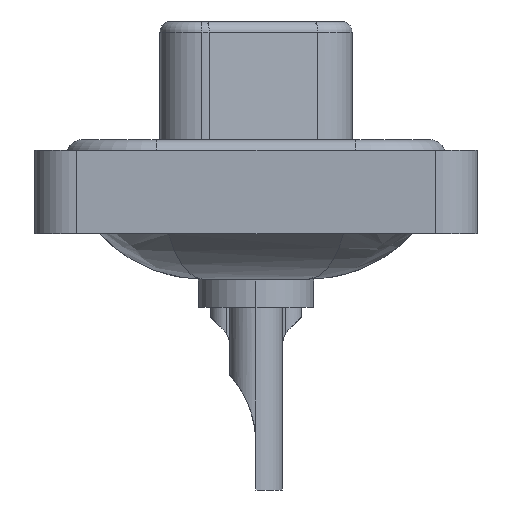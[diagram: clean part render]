
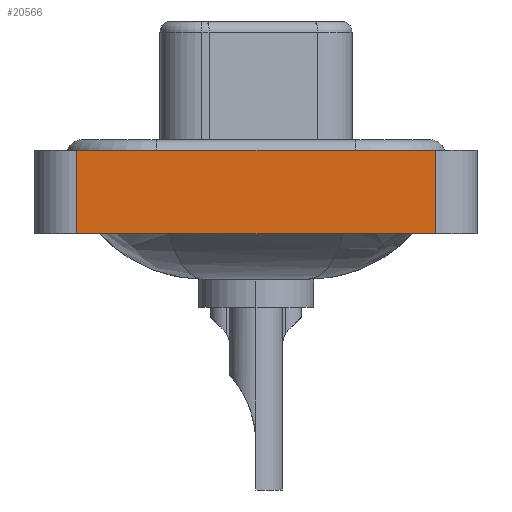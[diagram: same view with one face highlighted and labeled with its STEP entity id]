
A CAD part, left-side view. The second image highlights one B-rep face of the part: STEP entity #20566.
In plain terms, the highlighted planar face has unit normal (-1, 0, 0).
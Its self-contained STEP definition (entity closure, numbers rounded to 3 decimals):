
#772 = VECTOR ( 'NONE', #2602, 1000. ) ;
#2602 = DIRECTION ( 'NONE',  ( 0., 0., 1. ) ) ;
#2842 = PLANE ( 'NONE',  #20623 ) ;
#2959 = ORIENTED_EDGE ( 'NONE', *, *, #4540, .F. ) ;
#3030 = EDGE_LOOP ( 'NONE', ( #13133, #18777, #2959, #13579 ) ) ;
#3545 = LINE ( 'NONE', #10389, #13459 ) ;
#3767 = EDGE_CURVE ( 'NONE', #18750, #12648, #3545, .T. ) ;
#3856 = CARTESIAN_POINT ( 'NONE',  ( -7.35, -8.55, -3.6 ) ) ;
#4219 = EDGE_CURVE ( 'NONE', #11323, #12648, #5230, .T. ) ;
#4540 = EDGE_CURVE ( 'NONE', #19497, #11323, #20323, .T. ) ;
#4997 = DIRECTION ( 'NONE',  ( 0., -1., 0. ) ) ;
#5230 = LINE ( 'NONE', #22265, #14647 ) ;
#5493 = EDGE_CURVE ( 'NONE', #19497, #18750, #16913, .T. ) ;
#7728 = CARTESIAN_POINT ( 'NONE',  ( -7.35, -8.55, -3.6 ) ) ;
#7976 = FACE_OUTER_BOUND ( 'NONE', #3030, .T. ) ;
#9055 = CARTESIAN_POINT ( 'NONE',  ( -7.35, 8.55, -3.6 ) ) ;
#9155 = DIRECTION ( 'NONE',  ( -1., 0., 0. ) ) ;
#10389 = CARTESIAN_POINT ( 'NONE',  ( -7.35, -8.55, -3.6 ) ) ;
#10830 = CARTESIAN_POINT ( 'NONE',  ( -7.35, -8.55, 0.4 ) ) ;
#11323 = VERTEX_POINT ( 'NONE', #16890 ) ;
#12648 = VERTEX_POINT ( 'NONE', #10830 ) ;
#13068 = DIRECTION ( 'NONE',  ( 0., 0., 1. ) ) ;
#13133 = ORIENTED_EDGE ( 'NONE', *, *, #3767, .T. ) ;
#13459 = VECTOR ( 'NONE', #17295, 1000. ) ;
#13579 = ORIENTED_EDGE ( 'NONE', *, *, #5493, .T. ) ;
#14647 = VECTOR ( 'NONE', #4997, 1000. ) ;
#14649 = DIRECTION ( 'NONE',  ( 0., -1., 0. ) ) ;
#16604 = CARTESIAN_POINT ( 'NONE',  ( -7.35, -8.55, -3.6 ) ) ;
#16890 = CARTESIAN_POINT ( 'NONE',  ( -7.35, 8.55, 0.4 ) ) ;
#16913 = LINE ( 'NONE', #7728, #18156 ) ;
#17295 = DIRECTION ( 'NONE',  ( 0., 0., 1. ) ) ;
#18156 = VECTOR ( 'NONE', #14649, 1000. ) ;
#18750 = VERTEX_POINT ( 'NONE', #3856 ) ;
#18777 = ORIENTED_EDGE ( 'NONE', *, *, #4219, .F. ) ;
#19497 = VERTEX_POINT ( 'NONE', #9055 ) ;
#20323 = LINE ( 'NONE', #21794, #772 ) ;
#20566 = ADVANCED_FACE ( 'NONE', ( #7976 ), #2842, .T. ) ;
#20623 = AXIS2_PLACEMENT_3D ( 'NONE', #16604, #9155, #13068 ) ;
#21794 = CARTESIAN_POINT ( 'NONE',  ( -7.35, 8.55, -3.6 ) ) ;
#22265 = CARTESIAN_POINT ( 'NONE',  ( -7.35, -8.55, 0.4 ) ) ;
